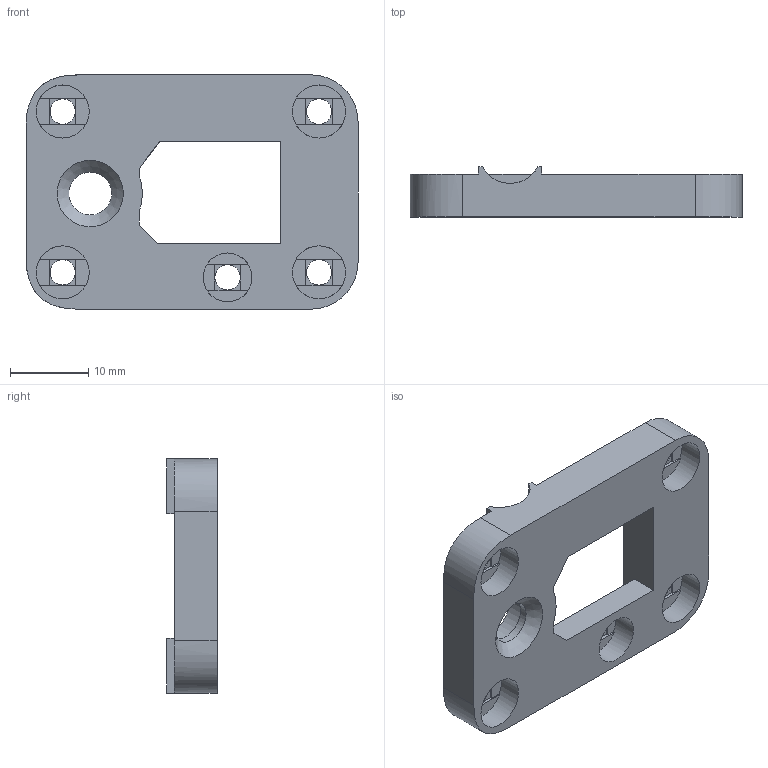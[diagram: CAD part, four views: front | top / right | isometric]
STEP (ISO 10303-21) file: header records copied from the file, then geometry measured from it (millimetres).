
FILE_DESCRIPTION(/* description */ ('STEP AP242','CAx-IF Rec.Pracs.---Representation and Presentation of Product Manufacturing Information (PMI)---4.0---2014-10-13','CAx-IF Rec.Pracs.---3D Tessellated Geometry---0.4---2014-09-14','2;1'),/* implementation_level */ '2;1');
FILE_NAME(/* name */ '63635c415dab6a324a636cf3',/* time_stamp */ '2022-11-03T06:14:25+00:00',/* author */ (''),/* organization */ (''),/* preprocessor_version */ 'ST-DEVELOPER v18.102',/* originating_system */ ' ',/* authorisation */ ' ');
FILE_SCHEMA (('AP242_MANAGED_MODEL_BASED_3D_ENGINEERING_MIM_LF { 1 0 10303 442 1 1 4 }'));
Length unit declared in the file: metre
Products named in the file (1): Top_Plate
Bounding box: 42.51 x 6.45 x 29.99 mm (x, y, z)
Volume: 4603.6 mm3; surface area: 3558.9 mm2
Topology: 1 solids, 1 shells, 95 faces, 260 edges, 173 vertices
Faces by surface type: plane 75, cylinder 17, bspline 2, cone 1
Full cylindrical faces by diameter (mm): 3.25 x5, 5.5 x1, 6.25 x1, 6.8 x4, 8 x1
Entity records: 2968 total; most frequent: CARTESIAN_POINT 548, ORIENTED_EDGE 484, DIRECTION 480, EDGE_CURVE 242, LINE 184, VECTOR 184, VERTEX_POINT 168, AXIS2_PLACEMENT_3D 148
